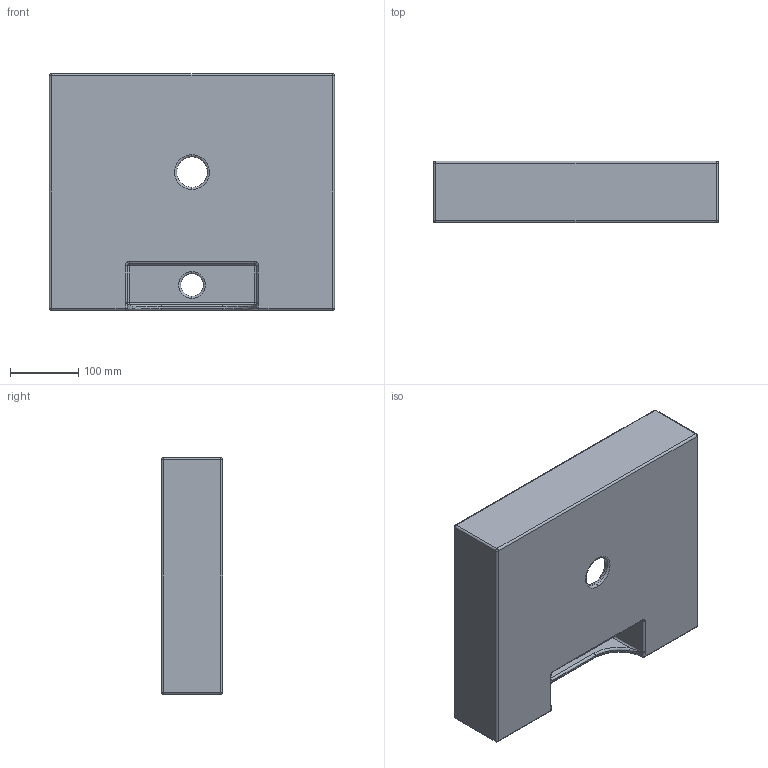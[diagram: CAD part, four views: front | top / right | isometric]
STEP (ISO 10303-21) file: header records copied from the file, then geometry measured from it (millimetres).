
FILE_DESCRIPTION (( 'STEP AP214' ), '1' );
FILE_NAME ('WASHBASIN RECTANGULAR_STEP.STEP', '2019-06-04T17:17:36', ( '' ), ( '' ), 'SwSTEP 2.0', 'SolidWorks 2017', '' );
FILE_SCHEMA (( 'AUTOMOTIVE_DESIGN' ));
Length unit declared in the file: millimetre
Products named in the file (1): WASHBASIN RECTANGULAR_STEP
Bounding box: 417 x 90 x 346 mm (x, y, z)
Volume: 4946682.4 mm3; surface area: 531136.1 mm2
Topology: 1 solids, 1 shells, 109 faces, 246 edges, 120 vertices
Faces by surface type: cylinder 46, torus 22, sphere 20, plane 17, cone 2, bspline 2
Entity records: 2990 total; most frequent: CARTESIAN_POINT 582, DIRECTION 572, ORIENTED_EDGE 452, AXIS2_PLACEMENT_3D 242, EDGE_CURVE 226, CIRCLE 134, VERTEX_POINT 120, EDGE_LOOP 114
